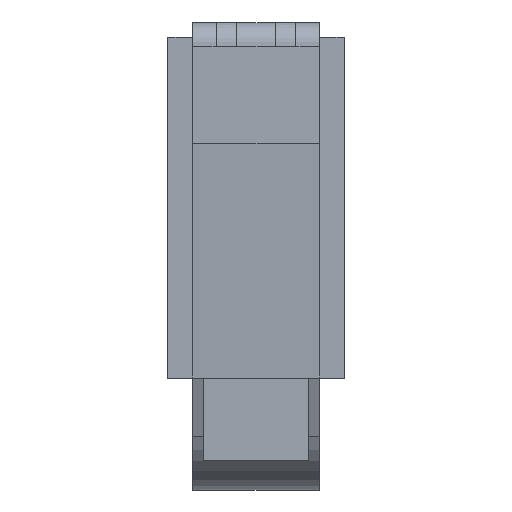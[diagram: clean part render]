
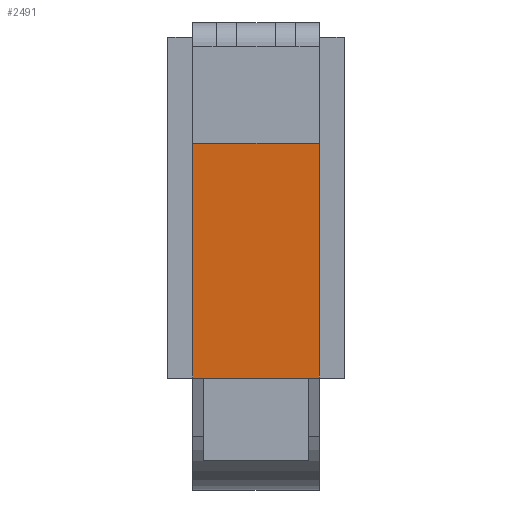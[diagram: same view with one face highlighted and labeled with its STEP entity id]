
A CAD part, left-side view. The second image highlights one B-rep face of the part: STEP entity #2491.
In plain terms, the highlighted planar face has unit normal (-0.998, 0, -0.06).
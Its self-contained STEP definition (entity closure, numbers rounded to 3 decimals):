
#581=CARTESIAN_POINT('',(-131.7,-6.75,0.7));
#582=VERTEX_POINT('',#581);
#589=CARTESIAN_POINT('',(-131.7,-5.6,0.7));
#590=VERTEX_POINT('',#589);
#591=CARTESIAN_POINT('',(-131.7,-6.75,0.7));
#592=DIRECTION('',(0.0,1.0,0.0));
#593=VECTOR('',#592,1.15);
#594=LINE('',#591,#593);
#595=EDGE_CURVE('',#582,#590,#594,.T.);
#613=CARTESIAN_POINT('',(-131.7,5.6,0.7));
#614=VERTEX_POINT('',#613);
#621=CARTESIAN_POINT('',(-131.7,6.75,0.7));
#622=VERTEX_POINT('',#621);
#623=CARTESIAN_POINT('',(-131.7,5.6,0.7));
#624=DIRECTION('',(0.0,1.0,0.0));
#625=VECTOR('',#624,1.15);
#626=LINE('',#623,#625);
#627=EDGE_CURVE('',#614,#622,#626,.T.);
#2063=CARTESIAN_POINT('',(-131.7,-5.6,0.7));
#2064=DIRECTION('',(0.0,1.0,0.0));
#2065=VECTOR('',#2064,11.2);
#2066=LINE('',#2063,#2065);
#2067=EDGE_CURVE('',#590,#614,#2066,.T.);
#2355=CARTESIAN_POINT('',(-133.2,-6.75,25.7));
#2356=VERTEX_POINT('',#2355);
#2363=CARTESIAN_POINT('',(-131.7,-6.75,0.7));
#2364=DIRECTION('',(-0.06,0.0,0.998));
#2365=VECTOR('',#2364,25.045);
#2366=LINE('',#2363,#2365);
#2367=EDGE_CURVE('',#582,#2356,#2366,.T.);
#2450=CARTESIAN_POINT('',(-133.2,6.75,25.7));
#2451=VERTEX_POINT('',#2450);
#2458=CARTESIAN_POINT('',(-133.2,-6.75,25.7));
#2459=DIRECTION('',(0.0,1.0,0.0));
#2460=VECTOR('',#2459,13.5);
#2461=LINE('',#2458,#2460);
#2462=EDGE_CURVE('',#2356,#2451,#2461,.T.);
#2473=CARTESIAN_POINT('',(-133.2,0.0,25.7));
#2474=DIRECTION('',(-0.998,0.0,-0.06));
#2475=DIRECTION('',(-0.06,0.0,0.998));
#2476=AXIS2_PLACEMENT_3D('',#2473,#2474,#2475);
#2477=PLANE('',#2476);
#2478=CARTESIAN_POINT('',(-133.2,6.75,25.7));
#2479=DIRECTION('',(0.06,0.0,-0.998));
#2480=VECTOR('',#2479,25.045);
#2481=LINE('',#2478,#2480);
#2482=EDGE_CURVE('',#2451,#622,#2481,.T.);
#2483=ORIENTED_EDGE('',*,*,#2482,.T.);
#2484=ORIENTED_EDGE('',*,*,#627,.F.);
#2485=ORIENTED_EDGE('',*,*,#2067,.F.);
#2486=ORIENTED_EDGE('',*,*,#595,.F.);
#2487=ORIENTED_EDGE('',*,*,#2367,.T.);
#2488=ORIENTED_EDGE('',*,*,#2462,.T.);
#2489=EDGE_LOOP('',(#2483,#2484,#2485,#2486,#2487,#2488));
#2490=FACE_OUTER_BOUND('',#2489,.T.);
#2491=ADVANCED_FACE('',(#2490),#2477,.T.);
